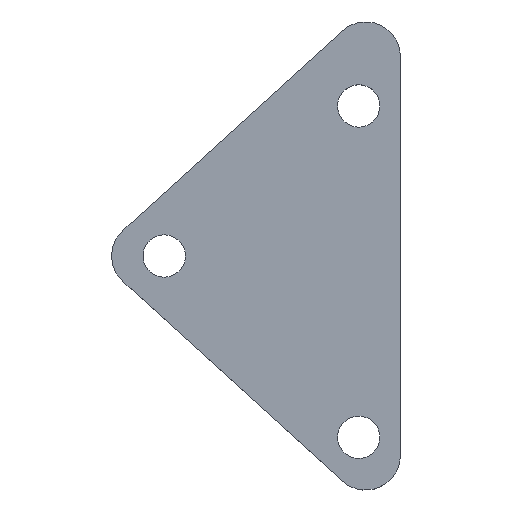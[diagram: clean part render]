
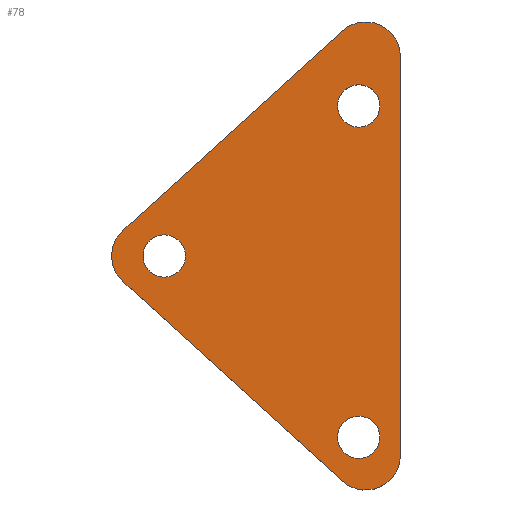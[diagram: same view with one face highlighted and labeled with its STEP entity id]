
A CAD part, top view. The second image highlights one B-rep face of the part: STEP entity #78.
In plain terms, the highlighted planar face has unit normal (0, 0, 1).
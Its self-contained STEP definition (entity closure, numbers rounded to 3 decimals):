
#4 = EDGE_LOOP ( 'NONE', ( #65, #210 ) ) ;
#7 = DIRECTION ( 'NONE',  ( 0., 1., 0. ) ) ;
#17 = VERTEX_POINT ( 'NONE', #251 ) ;
#27 = AXIS2_PLACEMENT_3D ( 'NONE', #243, #194, #413 ) ;
#28 = CARTESIAN_POINT ( 'NONE',  ( -5., -28.697, 2. ) ) ;
#36 = AXIS2_PLACEMENT_3D ( 'NONE', #156, #367, #452 ) ;
#43 = CARTESIAN_POINT ( 'NONE',  ( -9.05, -26.1, 2. ) ) ;
#44 = AXIS2_PLACEMENT_3D ( 'NONE', #331, #288, #67 ) ;
#45 = EDGE_CURVE ( 'NONE', #306, #506, #490, .T. ) ;
#50 = CARTESIAN_POINT ( 'NONE',  ( -5., -28.697, 2. ) ) ;
#52 = FACE_BOUND ( 'NONE', #170, .T. ) ;
#54 = CARTESIAN_POINT ( 'NONE',  ( -36.567, 0., 2. ) ) ;
#61 = EDGE_CURVE ( 'NONE', #212, #235, #465, .T. ) ;
#65 = ORIENTED_EDGE ( 'NONE', *, *, #232, .F. ) ;
#67 = DIRECTION ( 'NONE',  ( 1., 0., 0. ) ) ;
#68 = ORIENTED_EDGE ( 'NONE', *, *, #369, .F. ) ;
#70 = EDGE_CURVE ( 'NONE', #85, #212, #237, .T. ) ;
#78 = ADVANCED_FACE ( 'NONE', ( #540, #492, #52, #233 ), #135, .F. ) ;
#85 = VERTEX_POINT ( 'NONE', #92 ) ;
#92 = CARTESIAN_POINT ( 'NONE',  ( -39.93, 3.7, 2. ) ) ;
#104 = CARTESIAN_POINT ( 'NONE',  ( -8.363, 32.397, 2. ) ) ;
#106 = DIRECTION ( 'NONE',  ( -1., 0., 0. ) ) ;
#107 = VECTOR ( 'NONE', #7, 1000. ) ;
#115 = ORIENTED_EDGE ( 'NONE', *, *, #486, .F. ) ;
#118 = VECTOR ( 'NONE', #520, 1000. ) ;
#135 = PLANE ( 'NONE',  #483 ) ;
#138 = DIRECTION ( 'NONE',  ( 0., 0., 1. ) ) ;
#143 = CIRCLE ( 'NONE', #534, 3.05 ) ;
#149 = CARTESIAN_POINT ( 'NONE',  ( -41.567, 0., 2. ) ) ;
#156 = CARTESIAN_POINT ( 'NONE',  ( -6., -26.1, 2. ) ) ;
#161 = DIRECTION ( 'NONE',  ( 0., 0., 1. ) ) ;
#165 = VERTEX_POINT ( 'NONE', #404 ) ;
#170 = EDGE_LOOP ( 'NONE', ( #115, #68 ) ) ;
#172 = VERTEX_POINT ( 'NONE', #370 ) ;
#178 = CARTESIAN_POINT ( 'NONE',  ( 0., -28.697, 2. ) ) ;
#182 = VECTOR ( 'NONE', #333, 1000. ) ;
#183 = EDGE_CURVE ( 'NONE', #502, #555, #393, .T. ) ;
#192 = AXIS2_PLACEMENT_3D ( 'NONE', #396, #138, #537 ) ;
#194 = DIRECTION ( 'NONE',  ( 0., 0., 1. ) ) ;
#195 = EDGE_LOOP ( 'NONE', ( #345, #343 ) ) ;
#198 = ORIENTED_EDGE ( 'NONE', *, *, #61, .T. ) ;
#200 = EDGE_CURVE ( 'NONE', #555, #502, #247, .T. ) ;
#207 = EDGE_LOOP ( 'NONE', ( #437, #458, #561, #414, #500, #198, #521 ) ) ;
#210 = ORIENTED_EDGE ( 'NONE', *, *, #266, .F. ) ;
#211 = EDGE_CURVE ( 'NONE', #506, #165, #430, .T. ) ;
#212 = VERTEX_POINT ( 'NONE', #149 ) ;
#213 = CIRCLE ( 'NONE', #412, 3.05 ) ;
#228 = CIRCLE ( 'NONE', #192, 3.05 ) ;
#231 = CARTESIAN_POINT ( 'NONE',  ( 0., 28.697, 2. ) ) ;
#232 = EDGE_CURVE ( 'NONE', #461, #172, #213, .T. ) ;
#233 = FACE_BOUND ( 'NONE', #195, .T. ) ;
#235 = VERTEX_POINT ( 'NONE', #543 ) ;
#237 = CIRCLE ( 'NONE', #329, 5. ) ;
#243 = CARTESIAN_POINT ( 'NONE',  ( -5., 28.697, 2. ) ) ;
#246 = DIRECTION ( 'NONE',  ( 1., 0., 0. ) ) ;
#247 = CIRCLE ( 'NONE', #36, 3.05 ) ;
#249 = CARTESIAN_POINT ( 'NONE',  ( -9.05, 21.6, 2. ) ) ;
#251 = CARTESIAN_POINT ( 'NONE',  ( -30.95, 0., 2. ) ) ;
#266 = EDGE_CURVE ( 'NONE', #172, #461, #143, .T. ) ;
#275 = CARTESIAN_POINT ( 'NONE',  ( -6., 21.6, 2. ) ) ;
#278 = CARTESIAN_POINT ( 'NONE',  ( -6., 21.6, 2. ) ) ;
#284 = LINE ( 'NONE', #104, #182 ) ;
#285 = EDGE_CURVE ( 'NONE', #332, #306, #358, .T. ) ;
#288 = DIRECTION ( 'NONE',  ( 0., 0., 1. ) ) ;
#292 = EDGE_CURVE ( 'NONE', #165, #85, #284, .T. ) ;
#306 = VERTEX_POINT ( 'NONE', #422 ) ;
#321 = AXIS2_PLACEMENT_3D ( 'NONE', #28, #501, #106 ) ;
#322 = DIRECTION ( 'NONE',  ( 1., 0., 0. ) ) ;
#329 = AXIS2_PLACEMENT_3D ( 'NONE', #362, #364, #322 ) ;
#331 = CARTESIAN_POINT ( 'NONE',  ( -34., 0., 2. ) ) ;
#332 = VERTEX_POINT ( 'NONE', #505 ) ;
#333 = DIRECTION ( 'NONE',  ( -0.74, -0.673, 0. ) ) ;
#343 = ORIENTED_EDGE ( 'NONE', *, *, #183, .F. ) ;
#345 = ORIENTED_EDGE ( 'NONE', *, *, #200, .F. ) ;
#358 = CIRCLE ( 'NONE', #321, 5. ) ;
#362 = CARTESIAN_POINT ( 'NONE',  ( -36.567, 0., 2. ) ) ;
#364 = DIRECTION ( 'NONE',  ( 0., 0., 1. ) ) ;
#367 = DIRECTION ( 'NONE',  ( 0., 0., 1. ) ) ;
#369 = EDGE_CURVE ( 'NONE', #17, #379, #559, .T. ) ;
#370 = CARTESIAN_POINT ( 'NONE',  ( -2.95, 21.6, 2. ) ) ;
#375 = DIRECTION ( 'NONE',  ( 1., 0., 0. ) ) ;
#377 = EDGE_CURVE ( 'NONE', #235, #332, #510, .T. ) ;
#379 = VERTEX_POINT ( 'NONE', #390 ) ;
#380 = CARTESIAN_POINT ( 'NONE',  ( -39.93, -3.7, 2. ) ) ;
#390 = CARTESIAN_POINT ( 'NONE',  ( -37.05, 0., 2. ) ) ;
#393 = CIRCLE ( 'NONE', #525, 3.05 ) ;
#396 = CARTESIAN_POINT ( 'NONE',  ( -34., 0., 2. ) ) ;
#404 = CARTESIAN_POINT ( 'NONE',  ( -8.363, 32.397, 2. ) ) ;
#408 = DIRECTION ( 'NONE',  ( 1., 0., 0. ) ) ;
#412 = AXIS2_PLACEMENT_3D ( 'NONE', #278, #161, #246 ) ;
#413 = DIRECTION ( 'NONE',  ( 1., 0., 0. ) ) ;
#414 = ORIENTED_EDGE ( 'NONE', *, *, #292, .T. ) ;
#422 = CARTESIAN_POINT ( 'NONE',  ( 0., -28.697, 2. ) ) ;
#430 = CIRCLE ( 'NONE', #27, 5. ) ;
#437 = ORIENTED_EDGE ( 'NONE', *, *, #285, .T. ) ;
#445 = DIRECTION ( 'NONE',  ( -1., 0., 0. ) ) ;
#452 = DIRECTION ( 'NONE',  ( 1., 0., 0. ) ) ;
#458 = ORIENTED_EDGE ( 'NONE', *, *, #45, .T. ) ;
#460 = CARTESIAN_POINT ( 'NONE',  ( -6., -26.1, 2. ) ) ;
#461 = VERTEX_POINT ( 'NONE', #249 ) ;
#465 = CIRCLE ( 'NONE', #475, 5. ) ;
#475 = AXIS2_PLACEMENT_3D ( 'NONE', #54, #538, #530 ) ;
#481 = CARTESIAN_POINT ( 'NONE',  ( -2.95, -26.1, 2. ) ) ;
#482 = DIRECTION ( 'NONE',  ( 0., 0., -1. ) ) ;
#483 = AXIS2_PLACEMENT_3D ( 'NONE', #50, #482, #445 ) ;
#486 = EDGE_CURVE ( 'NONE', #379, #17, #228, .T. ) ;
#490 = LINE ( 'NONE', #178, #107 ) ;
#492 = FACE_BOUND ( 'NONE', #4, .T. ) ;
#499 = DIRECTION ( 'NONE',  ( 0., 0., 1. ) ) ;
#500 = ORIENTED_EDGE ( 'NONE', *, *, #70, .T. ) ;
#501 = DIRECTION ( 'NONE',  ( 0., 0., 1. ) ) ;
#502 = VERTEX_POINT ( 'NONE', #481 ) ;
#505 = CARTESIAN_POINT ( 'NONE',  ( -8.363, -32.397, 2. ) ) ;
#506 = VERTEX_POINT ( 'NONE', #231 ) ;
#510 = LINE ( 'NONE', #380, #118 ) ;
#520 = DIRECTION ( 'NONE',  ( 0.74, -0.673, 0. ) ) ;
#521 = ORIENTED_EDGE ( 'NONE', *, *, #377, .T. ) ;
#525 = AXIS2_PLACEMENT_3D ( 'NONE', #460, #545, #408 ) ;
#530 = DIRECTION ( 'NONE',  ( 1., 0., 0. ) ) ;
#534 = AXIS2_PLACEMENT_3D ( 'NONE', #275, #499, #375 ) ;
#537 = DIRECTION ( 'NONE',  ( 1., 0., 0. ) ) ;
#538 = DIRECTION ( 'NONE',  ( 0., 0., 1. ) ) ;
#540 = FACE_OUTER_BOUND ( 'NONE', #207, .T. ) ;
#543 = CARTESIAN_POINT ( 'NONE',  ( -39.93, -3.7, 2. ) ) ;
#545 = DIRECTION ( 'NONE',  ( 0., 0., 1. ) ) ;
#555 = VERTEX_POINT ( 'NONE', #43 ) ;
#559 = CIRCLE ( 'NONE', #44, 3.05 ) ;
#561 = ORIENTED_EDGE ( 'NONE', *, *, #211, .T. ) ;
